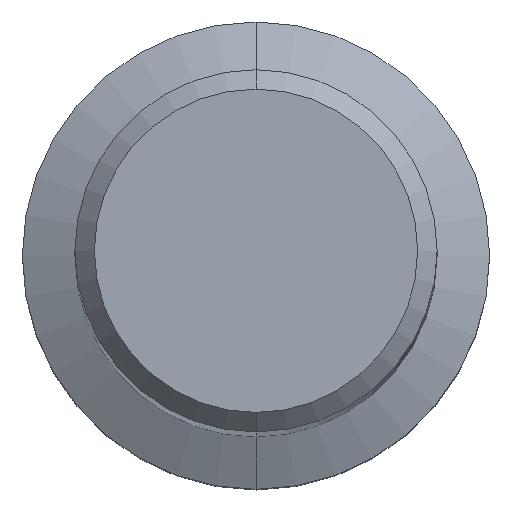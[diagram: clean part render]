
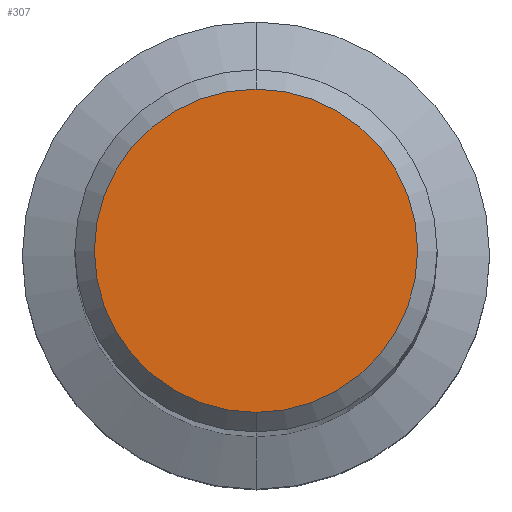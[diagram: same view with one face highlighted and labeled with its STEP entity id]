
A CAD part, top view. The second image highlights one B-rep face of the part: STEP entity #307.
In plain terms, the highlighted planar face has unit normal (0, 0, 1).
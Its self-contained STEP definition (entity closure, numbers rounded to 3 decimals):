
#307=ADVANCED_FACE('',(#674),#675,.T.);
#369=EDGE_CURVE('',#411,#527,#741,.T.);
#411=VERTEX_POINT('',#791);
#445=EDGE_CURVE('',#527,#411,#828,.T.);
#527=VERTEX_POINT('',#919);
#674=FACE_OUTER_BOUND('',#1117,.T.);
#675=PLANE('',#1118);
#741=CIRCLE('',#1244,4.15);
#791=CARTESIAN_POINT('',(0.0,4.15,0.0));
#828=CIRCLE('',#1437,4.15);
#919=CARTESIAN_POINT('',(0.,-4.15,0.0));
#1117=EDGE_LOOP('',(#1790,#1791));
#1118=AXIS2_PLACEMENT_3D('',#1792,#1793,#1794);
#1244=AXIS2_PLACEMENT_3D('',#1855,#1856,#1857);
#1437=AXIS2_PLACEMENT_3D('',#1982,#1983,#1984);
#1790=ORIENTED_EDGE('',*,*,#369,.F.);
#1791=ORIENTED_EDGE('',*,*,#445,.F.);
#1792=CARTESIAN_POINT('',(0.0,2.075,0.0));
#1793=DIRECTION('',(-0.0,0.0,1.0));
#1794=DIRECTION('',(0.0,-1.0,0.0));
#1855=CARTESIAN_POINT('',(0.0,0.0,0.0));
#1856=DIRECTION('',(0.0,0.0,-1.0));
#1857=DIRECTION('',(0.0,1.0,0.0));
#1982=CARTESIAN_POINT('',(0.0,0.0,0.0));
#1983=DIRECTION('',(0.0,0.0,-1.0));
#1984=DIRECTION('',(0.0,1.0,0.0));
